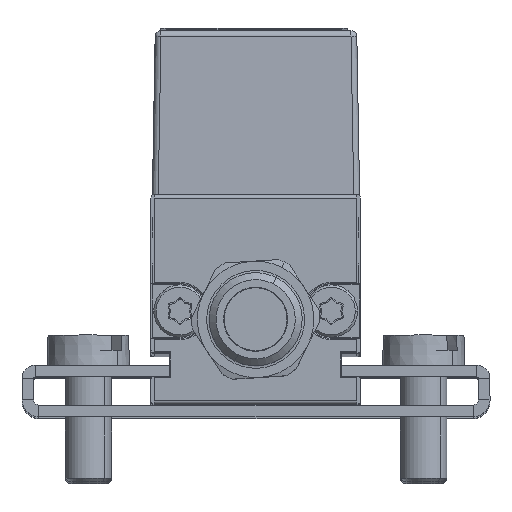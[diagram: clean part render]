
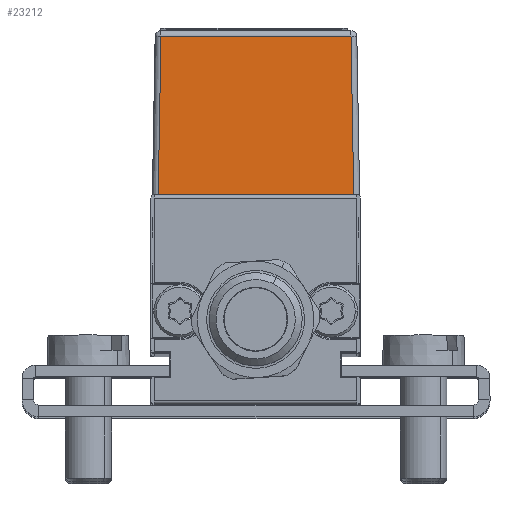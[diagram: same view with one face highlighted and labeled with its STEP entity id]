
A CAD part, top view. The second image highlights one B-rep face of the part: STEP entity #23212.
In plain terms, the highlighted planar face has unit normal (0, 0.018, 1).
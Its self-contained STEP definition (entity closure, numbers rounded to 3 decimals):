
#615 = EDGE_CURVE ( 'NONE', #18789, #21497, #1991, .T. ) ;
#1069 = EDGE_CURVE ( 'NONE', #19153, #18789, #20673, .T. ) ;
#1137 = EDGE_CURVE ( 'NONE', #9436, #19153, #14585, .T. ) ;
#1991 = LINE ( 'NONE', #17312, #22267 ) ;
#2047 = CARTESIAN_POINT ( 'NONE',  ( -8.366, 17.991, 183.009 ) ) ;
#3124 = CARTESIAN_POINT ( 'NONE',  ( -8.868, 18., 183.009 ) ) ;
#4101 = DIRECTION ( 'NONE',  ( -0.017, -1., 0.017 ) ) ;
#5036 = PLANE ( 'NONE',  #8387 ) ;
#5122 = DIRECTION ( 'NONE',  ( 0., -1., 0.017 ) ) ;
#6093 = LINE ( 'NONE', #2047, #15879 ) ;
#6362 = DIRECTION ( 'NONE',  ( -0.017, 1., -0.017 ) ) ;
#7771 = DIRECTION ( 'NONE',  ( 1., 0., 0. ) ) ;
#8387 = AXIS2_PLACEMENT_3D ( 'NONE', #3124, #16858, #5122 ) ;
#8698 = CARTESIAN_POINT ( 'NONE',  ( -8.366, 18., 183.009 ) ) ;
#9331 = EDGE_LOOP ( 'NONE', ( #9912, #16649, #19488, #25303 ) ) ;
#9436 = VERTEX_POINT ( 'NONE', #8698 ) ;
#9707 = VECTOR ( 'NONE', #6362, 1000. ) ;
#9912 = ORIENTED_EDGE ( 'NONE', *, *, #1069, .T. ) ;
#14189 = EDGE_CURVE ( 'NONE', #21497, #9436, #6093, .T. ) ;
#14585 = LINE ( 'NONE', #19460, #24938 ) ;
#15437 = DIRECTION ( 'NONE',  ( -1., 0., 0. ) ) ;
#15879 = VECTOR ( 'NONE', #4101, 1000. ) ;
#16649 = ORIENTED_EDGE ( 'NONE', *, *, #615, .T. ) ;
#16858 = DIRECTION ( 'NONE',  ( 0., 0.017, 1. ) ) ;
#17172 = CARTESIAN_POINT ( 'NONE',  ( -8.129, 31.583, 182.771 ) ) ;
#17312 = CARTESIAN_POINT ( 'NONE',  ( -8.868, 31.583, 182.771 ) ) ;
#18789 = VERTEX_POINT ( 'NONE', #19915 ) ;
#19153 = VERTEX_POINT ( 'NONE', #24909 ) ;
#19460 = CARTESIAN_POINT ( 'NONE',  ( -8.868, 18., 183.009 ) ) ;
#19488 = ORIENTED_EDGE ( 'NONE', *, *, #14189, .T. ) ;
#19915 = CARTESIAN_POINT ( 'NONE',  ( 8.189, 31.583, 182.771 ) ) ;
#20013 = CARTESIAN_POINT ( 'NONE',  ( 8.421, 18.302, 183.003 ) ) ;
#20323 = FACE_OUTER_BOUND ( 'NONE', #9331, .T. ) ;
#20673 = LINE ( 'NONE', #20013, #9707 ) ;
#21497 = VERTEX_POINT ( 'NONE', #17172 ) ;
#22267 = VECTOR ( 'NONE', #15437, 1000. ) ;
#23212 = ADVANCED_FACE ( 'NONE', ( #20323 ), #5036, .T. ) ;
#24909 = CARTESIAN_POINT ( 'NONE',  ( 8.426, 18., 183.009 ) ) ;
#24938 = VECTOR ( 'NONE', #7771, 1000. ) ;
#25303 = ORIENTED_EDGE ( 'NONE', *, *, #1137, .T. ) ;
